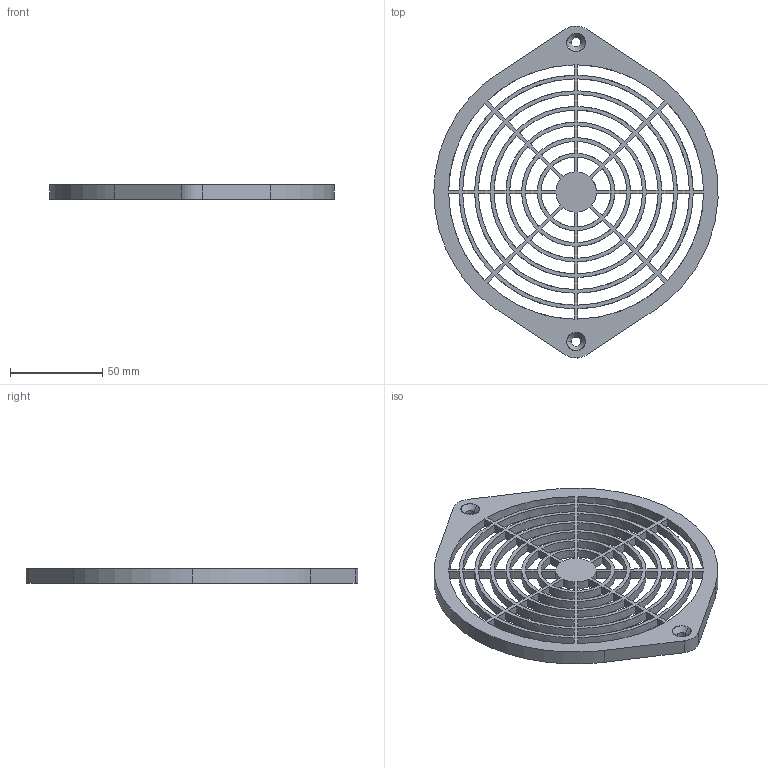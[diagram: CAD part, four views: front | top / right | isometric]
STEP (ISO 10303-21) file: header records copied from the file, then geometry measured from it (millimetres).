
FILE_DESCRIPTION(('FreeCAD Model'),'2;1');
FILE_NAME('G172P.stp', '2020-07-21T12:42:56',('Author'),(''), 'Open CASCADE STEP processor 7.3','FreeCAD','Unknown');
FILE_SCHEMA(('AUTOMOTIVE_DESIGN { 1 0 10303 214 1 1 1 1 }'));
Length unit declared in the file: millimetre
Products named in the file (1): G172P
Bounding box: 154.12 x 180 x 7.9 mm (x, y, z)
Volume: 47323.6 mm3; surface area: 44228.1 mm2
Topology: 3 solids, 3 shells, 258 faces, 2247 edges, 6486 vertices
Faces by surface type: bspline 123, plane 119, cylinder 8, cone 8
Entity records: 42965 total; most frequent: CARTESIAN_POINT 20091, DIRECTION 2589, LINE 2221, VECTOR 2221, GEOMETRIC_CURVE_SET 1499, ORIENTED_EDGE 1498, PCURVE 1498, DEFINITIONAL_REPRESENTATION 1498
